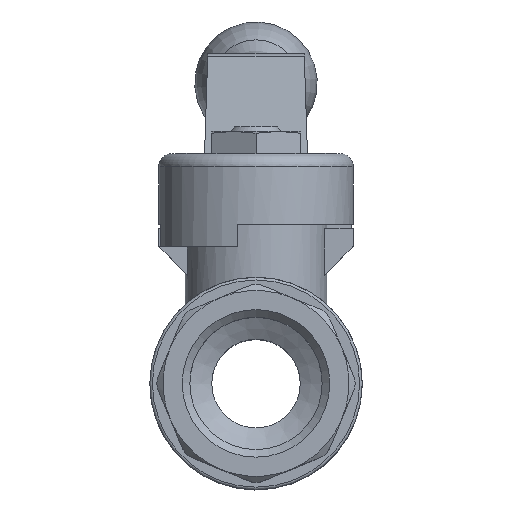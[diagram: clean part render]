
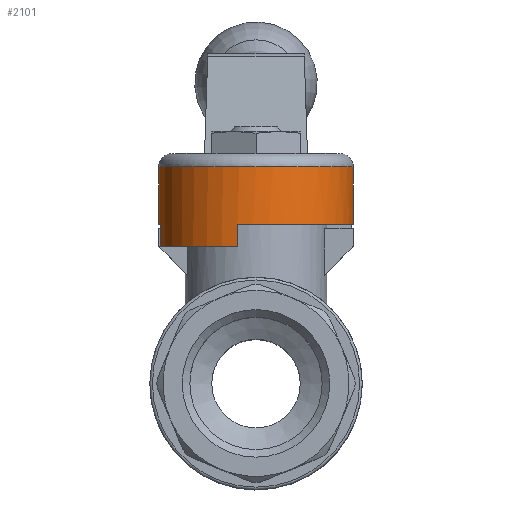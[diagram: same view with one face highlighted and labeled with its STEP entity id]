
A CAD part, top view. The second image highlights one B-rep face of the part: STEP entity #2101.
In plain terms, the highlighted cylindrical face has radius 11 mm (diameter 22 mm), a partial arc.
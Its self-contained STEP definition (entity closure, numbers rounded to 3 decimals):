
#65=CYLINDRICAL_SURFACE('',#2256,11.);
#99=CIRCLE('',#2247,11.);
#101=CIRCLE('',#2249,11.);
#102=CIRCLE('',#2257,11.);
#103=CIRCLE('',#2258,11.);
#104=CIRCLE('',#2259,11.);
#105=CIRCLE('',#2260,11.);
#214=LINE('',#3184,#328);
#217=LINE('',#3206,#331);
#220=LINE('',#3225,#334);
#221=LINE('',#3229,#335);
#222=LINE('',#3233,#336);
#223=LINE('',#3237,#337);
#328=VECTOR('',#2518,1000.);
#331=VECTOR('',#2527,1000.);
#334=VECTOR('',#2534,1000.);
#335=VECTOR('',#2537,1000.);
#336=VECTOR('',#2540,1000.);
#337=VECTOR('',#2543,1000.);
#477=ORIENTED_EDGE('',*,*,#1113,.F.);
#478=ORIENTED_EDGE('',*,*,#1097,.T.);
#479=ORIENTED_EDGE('',*,*,#1119,.F.);
#480=ORIENTED_EDGE('',*,*,#1120,.F.);
#481=ORIENTED_EDGE('',*,*,#1121,.F.);
#482=ORIENTED_EDGE('',*,*,#1122,.T.);
#483=ORIENTED_EDGE('',*,*,#1123,.F.);
#484=ORIENTED_EDGE('',*,*,#1124,.F.);
#485=ORIENTED_EDGE('',*,*,#1125,.F.);
#486=ORIENTED_EDGE('',*,*,#1093,.F.);
#487=ORIENTED_EDGE('',*,*,#1105,.F.);
#488=ORIENTED_EDGE('',*,*,#1126,.T.);
#1093=EDGE_CURVE('',#1417,#1418,#99,.T.);
#1097=EDGE_CURVE('',#1422,#1421,#101,.T.);
#1105=EDGE_CURVE('',#1428,#1417,#214,.T.);
#1113=EDGE_CURVE('',#1422,#1433,#217,.F.);
#1119=EDGE_CURVE('',#1437,#1421,#220,.F.);
#1120=EDGE_CURVE('',#1438,#1437,#102,.T.);
#1121=EDGE_CURVE('',#1439,#1438,#221,.T.);
#1122=EDGE_CURVE('',#1439,#1440,#103,.T.);
#1123=EDGE_CURVE('',#1441,#1440,#222,.F.);
#1124=EDGE_CURVE('',#1442,#1441,#104,.T.);
#1125=EDGE_CURVE('',#1418,#1442,#223,.T.);
#1126=EDGE_CURVE('',#1428,#1433,#105,.T.);
#1417=VERTEX_POINT('',#3149);
#1418=VERTEX_POINT('',#3151);
#1421=VERTEX_POINT('',#3157);
#1422=VERTEX_POINT('',#3159);
#1428=VERTEX_POINT('',#3183);
#1433=VERTEX_POINT('',#3207);
#1437=VERTEX_POINT('',#3226);
#1438=VERTEX_POINT('',#3228);
#1439=VERTEX_POINT('',#3230);
#1440=VERTEX_POINT('',#3232);
#1441=VERTEX_POINT('',#3234);
#1442=VERTEX_POINT('',#3236);
#1721=EDGE_LOOP('',(#477,#478,#479,#480,#481,#482,#483,#484,#485,#486,#487,
#488));
#1880=FACE_BOUND('',#1721,.T.);
#2101=ADVANCED_FACE('',(#1880),#65,.T.);
#2247=AXIS2_PLACEMENT_3D('',#3150,#2503,#2504);
#2249=AXIS2_PLACEMENT_3D('',#3158,#2509,#2510);
#2256=AXIS2_PLACEMENT_3D('',#3224,#2532,#2533);
#2257=AXIS2_PLACEMENT_3D('',#3227,#2535,#2536);
#2258=AXIS2_PLACEMENT_3D('',#3231,#2538,#2539);
#2259=AXIS2_PLACEMENT_3D('',#3235,#2541,#2542);
#2260=AXIS2_PLACEMENT_3D('',#3238,#2544,#2545);
#2503=DIRECTION('',(0.,1.,0.));
#2504=DIRECTION('',(0.,0.,1.));
#2509=DIRECTION('',(0.,1.,0.));
#2510=DIRECTION('',(0.,0.,1.));
#2518=DIRECTION('',(0.,-1.,0.));
#2527=DIRECTION('',(0.,-1.,0.));
#2532=DIRECTION('',(0.,-1.,0.));
#2533=DIRECTION('',(0.,0.,-1.));
#2534=DIRECTION('',(0.,-1.,0.));
#2535=DIRECTION('',(0.,-1.,0.));
#2536=DIRECTION('',(0.,0.,-1.));
#2537=DIRECTION('',(0.,-1.,0.));
#2538=DIRECTION('',(0.,1.,0.));
#2539=DIRECTION('',(0.,0.,1.));
#2540=DIRECTION('',(0.,-1.,0.));
#2541=DIRECTION('',(0.,-1.,0.));
#2542=DIRECTION('',(0.,0.,-1.));
#2543=DIRECTION('',(0.,-1.,0.));
#2544=DIRECTION('',(0.,-1.,0.));
#2545=DIRECTION('',(0.,0.,-1.));
#3149=CARTESIAN_POINT('',(5.837,18.,-9.323));
#3150=CARTESIAN_POINT('',(0.,18.,0.));
#3151=CARTESIAN_POINT('',(2.1,18.,-10.798));
#3157=CARTESIAN_POINT('',(-10.798,18.,2.1));
#3158=CARTESIAN_POINT('',(0.,18.,0.));
#3159=CARTESIAN_POINT('',(-5.837,18.,-9.323));
#3183=CARTESIAN_POINT('',(5.837,24.5,-9.323));
#3184=CARTESIAN_POINT('',(5.837,0.,-9.323));
#3206=CARTESIAN_POINT('',(-5.837,0.,-9.323));
#3207=CARTESIAN_POINT('',(-5.837,24.5,-9.323));
#3224=CARTESIAN_POINT('',(0.,0.,0.));
#3225=CARTESIAN_POINT('',(-10.798,0.,2.1));
#3226=CARTESIAN_POINT('',(-10.798,15.5,2.1));
#3227=CARTESIAN_POINT('',(0.,15.5,0.));
#3228=CARTESIAN_POINT('',(-2.1,15.5,10.798));
#3229=CARTESIAN_POINT('',(-2.1,0.,10.798));
#3230=CARTESIAN_POINT('',(-2.1,18.,10.798));
#3231=CARTESIAN_POINT('',(0.,18.,0.));
#3232=CARTESIAN_POINT('',(10.798,18.,-2.1));
#3233=CARTESIAN_POINT('',(10.798,0.,-2.1));
#3234=CARTESIAN_POINT('',(10.798,15.5,-2.1));
#3235=CARTESIAN_POINT('',(0.,15.5,0.));
#3236=CARTESIAN_POINT('',(2.1,15.5,-10.798));
#3237=CARTESIAN_POINT('',(2.1,0.,-10.798));
#3238=CARTESIAN_POINT('',(0.,24.5,0.));
